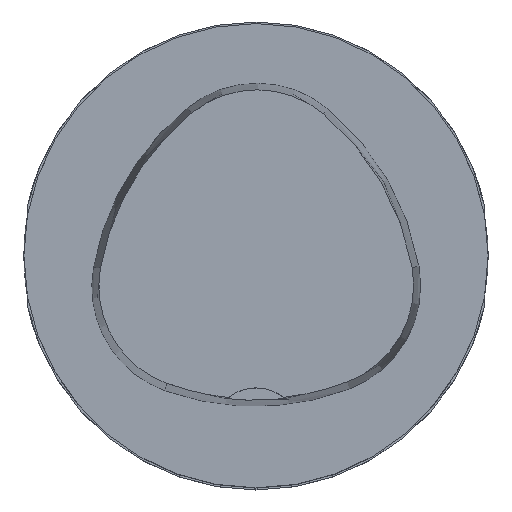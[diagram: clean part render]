
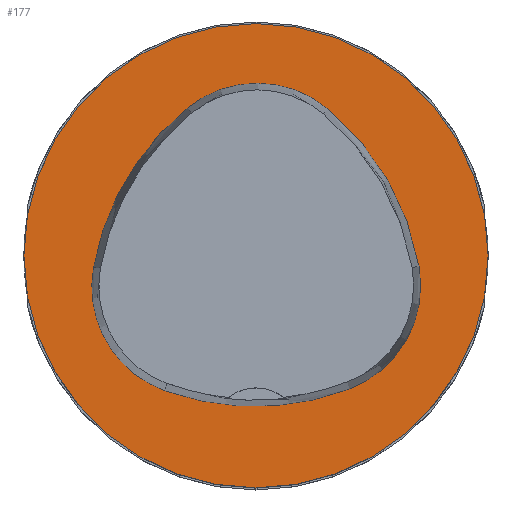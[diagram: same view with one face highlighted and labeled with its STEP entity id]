
A CAD part, top view. The second image highlights one B-rep face of the part: STEP entity #177.
In plain terms, the highlighted planar face has unit normal (0, 0, 1).
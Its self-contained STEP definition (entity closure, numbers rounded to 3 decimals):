
#100=FACE_BOUND('',#272,.T.);
#101=FACE_BOUND('',#273,.T.);
#138=PLANE('',#966);
#177=ADVANCED_FACE('',(#100,#101),#138,.T.);
#272=EDGE_LOOP('',(#473,#474,#475,#476,#477,#478));
#273=EDGE_LOOP('',(#479));
#343=CIRCLE('',#951,36.);
#350=CIRCLE('',#960,15.);
#351=CIRCLE('',#961,36.);
#352=CIRCLE('',#962,15.);
#353=CIRCLE('',#963,36.);
#354=CIRCLE('',#964,15.);
#355=CIRCLE('',#965,31.5);
#473=ORIENTED_EDGE('',*,*,#733,.T.);
#474=ORIENTED_EDGE('',*,*,#734,.T.);
#475=ORIENTED_EDGE('',*,*,#735,.T.);
#476=ORIENTED_EDGE('',*,*,#736,.T.);
#477=ORIENTED_EDGE('',*,*,#737,.T.);
#478=ORIENTED_EDGE('',*,*,#725,.T.);
#479=ORIENTED_EDGE('',*,*,#738,.F.);
#636=VERTEX_POINT('',#1505);
#637=VERTEX_POINT('',#1507);
#643=VERTEX_POINT('',#1523);
#644=VERTEX_POINT('',#1525);
#645=VERTEX_POINT('',#1527);
#646=VERTEX_POINT('',#1529);
#647=VERTEX_POINT('',#1532);
#725=EDGE_CURVE('',#637,#636,#343,.T.);
#733=EDGE_CURVE('',#636,#643,#350,.T.);
#734=EDGE_CURVE('',#643,#644,#351,.T.);
#735=EDGE_CURVE('',#644,#645,#352,.T.);
#736=EDGE_CURVE('',#645,#646,#353,.T.);
#737=EDGE_CURVE('',#646,#637,#354,.T.);
#738=EDGE_CURVE('',#647,#647,#355,.T.);
#951=AXIS2_PLACEMENT_3D('',#1506,#1112,#1113);
#960=AXIS2_PLACEMENT_3D('',#1522,#1131,#1132);
#961=AXIS2_PLACEMENT_3D('',#1524,#1133,#1134);
#962=AXIS2_PLACEMENT_3D('',#1526,#1135,#1136);
#963=AXIS2_PLACEMENT_3D('',#1528,#1137,#1138);
#964=AXIS2_PLACEMENT_3D('',#1530,#1139,#1140);
#965=AXIS2_PLACEMENT_3D('',#1531,#1141,#1142);
#966=AXIS2_PLACEMENT_3D('',#1533,#1143,#1144);
#1112=DIRECTION('',(0.,0.,-1.));
#1113=DIRECTION('',(-1.,0.,0.));
#1131=DIRECTION('',(0.,0.,-1.));
#1132=DIRECTION('',(-1.,0.,0.));
#1133=DIRECTION('',(0.,0.,-1.));
#1134=DIRECTION('',(-1.,0.,0.));
#1135=DIRECTION('',(0.,0.,-1.));
#1136=DIRECTION('',(-1.,0.,0.));
#1137=DIRECTION('',(0.,0.,-1.));
#1138=DIRECTION('',(-1.,0.,0.));
#1139=DIRECTION('',(0.,0.,-1.));
#1140=DIRECTION('',(-1.,0.,0.));
#1141=DIRECTION('',(0.,0.,-1.));
#1142=DIRECTION('',(-1.,0.,0.));
#1143=DIRECTION('',(0.,0.,1.));
#1144=DIRECTION('',(1.,0.,0.));
#1505=CARTESIAN_POINT('',(-12.373,-18.307,0.));
#1506=CARTESIAN_POINT('',(-0.137,15.55,0.));
#1507=CARTESIAN_POINT('',(12.693,-18.087,0.));
#1522=CARTESIAN_POINT('',(-7.275,-4.2,0.));
#1523=CARTESIAN_POINT('',(-22.041,-1.562,0.));
#1524=CARTESIAN_POINT('',(13.398,-7.893,0.));
#1525=CARTESIAN_POINT('',(-9.317,20.036,0.));
#1526=CARTESIAN_POINT('',(0.148,8.399,0.));
#1527=CARTESIAN_POINT('',(9.779,19.898,0.));
#1528=CARTESIAN_POINT('',(-13.337,-7.7,0.));
#1529=CARTESIAN_POINT('',(22.122,-1.48,0.));
#1530=CARTESIAN_POINT('',(7.347,-4.071,0.));
#1531=CARTESIAN_POINT('',(0.,0.,0.));
#1532=CARTESIAN_POINT('',(-31.5,0.,0.));
#1533=CARTESIAN_POINT('',(0.,0.,0.));
